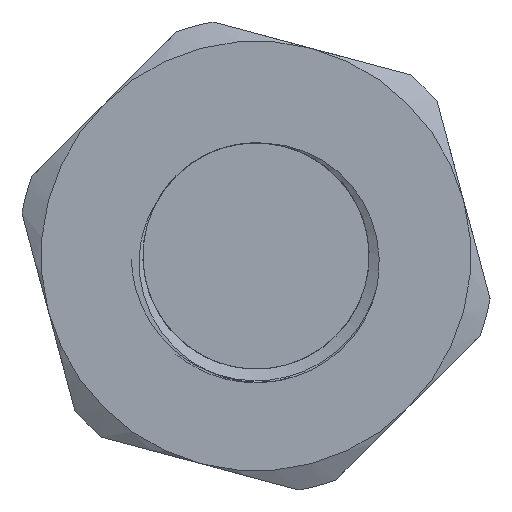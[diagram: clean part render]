
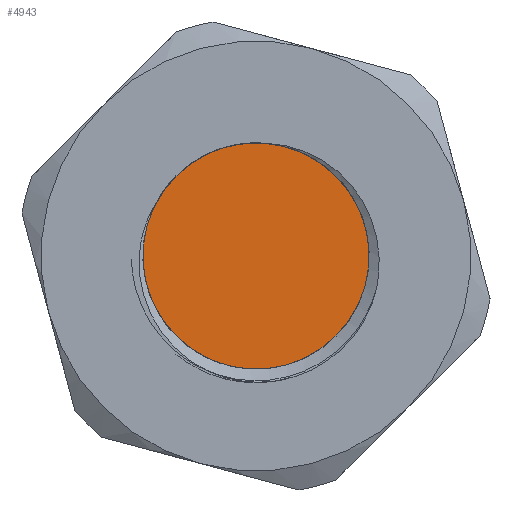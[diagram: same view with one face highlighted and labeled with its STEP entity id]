
A CAD part, left-side view. The second image highlights one B-rep face of the part: STEP entity #4943.
In plain terms, the highlighted planar face has unit normal (-1, 0, 0).
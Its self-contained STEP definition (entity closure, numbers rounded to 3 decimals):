
#394 = PLANE ( 'NONE',  #3698 ) ;
#451 = DIRECTION ( 'NONE',  ( 1., 0., 0. ) ) ;
#620 = CARTESIAN_POINT ( 'NONE',  ( -5.537, -4.137, -4.137 ) ) ;
#737 = VERTEX_POINT ( 'NONE', #620 ) ;
#844 = EDGE_CURVE ( 'NONE', #5126, #737, #973, .T. ) ;
#951 = EDGE_LOOP ( 'NONE', ( #6053, #7763 ) ) ;
#973 = CIRCLE ( 'NONE', #3375, 5.85 ) ;
#2000 = DIRECTION ( 'NONE',  ( -1., 0., 0. ) ) ;
#2353 = DIRECTION ( 'NONE',  ( 0., 0., -1. ) ) ;
#2637 = DIRECTION ( 'NONE',  ( 0., 0., -1. ) ) ;
#3375 = AXIS2_PLACEMENT_3D ( 'NONE', #3968, #2000, #7827 ) ;
#3698 = AXIS2_PLACEMENT_3D ( 'NONE', #7547, #451, #2353 ) ;
#3921 = CIRCLE ( 'NONE', #6928, 5.85 ) ;
#3968 = CARTESIAN_POINT ( 'NONE',  ( -5.537, 0., 0. ) ) ;
#4943 = ADVANCED_FACE ( 'NONE', ( #6826 ), #394, .F. ) ;
#5126 = VERTEX_POINT ( 'NONE', #7661 ) ;
#5189 = DIRECTION ( 'NONE',  ( -1., 0., 0. ) ) ;
#5346 = EDGE_CURVE ( 'NONE', #737, #5126, #3921, .T. ) ;
#6053 = ORIENTED_EDGE ( 'NONE', *, *, #844, .T. ) ;
#6826 = FACE_OUTER_BOUND ( 'NONE', #951, .T. ) ;
#6928 = AXIS2_PLACEMENT_3D ( 'NONE', #7092, #5189, #2637 ) ;
#7092 = CARTESIAN_POINT ( 'NONE',  ( -5.537, 0., 0. ) ) ;
#7547 = CARTESIAN_POINT ( 'NONE',  ( -5.537, 0., 0. ) ) ;
#7661 = CARTESIAN_POINT ( 'NONE',  ( -5.537, 4.137, 4.137 ) ) ;
#7763 = ORIENTED_EDGE ( 'NONE', *, *, #5346, .T. ) ;
#7827 = DIRECTION ( 'NONE',  ( 0., 0., -1. ) ) ;
